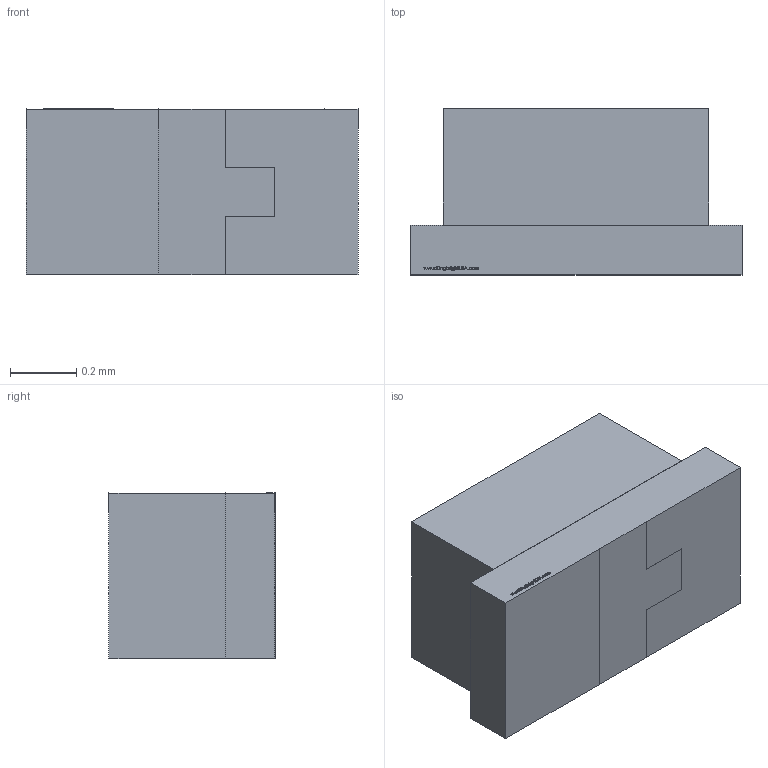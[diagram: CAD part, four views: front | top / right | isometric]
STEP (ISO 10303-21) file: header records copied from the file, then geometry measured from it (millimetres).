
FILE_DESCRIPTION (( 'STEP AP214' ), '1' );
FILE_NAME ('APHHS1005.STEP', '2008-09-05T16:25:13', ( '' ), ( '' ), 'SwSTEP 2.0', 'SolidWorks 2008', '' );
FILE_SCHEMA (( 'AUTOMOTIVE_DESIGN' ));
Length unit declared in the file: millimetre
Products named in the file (1): APHHS1005
Bounding box: 1 x 0.5 x 0.5 mm (x, y, z)
Volume: 0.2 mm3; surface area: 3.2 mm2
Topology: 2 solids, 2 shells, 303 faces, 813 edges, 542 vertices
Faces by surface type: plane 187, bspline 116
Entity records: 18208 total; most frequent: CARTESIAN_POINT 8047, ORIENTED_EDGE 1626, DIRECTION 957, EDGE_CURVE 813, VECTOR 581, LINE 581, VERTEX_POINT 542, EDGE_LOOP 331
